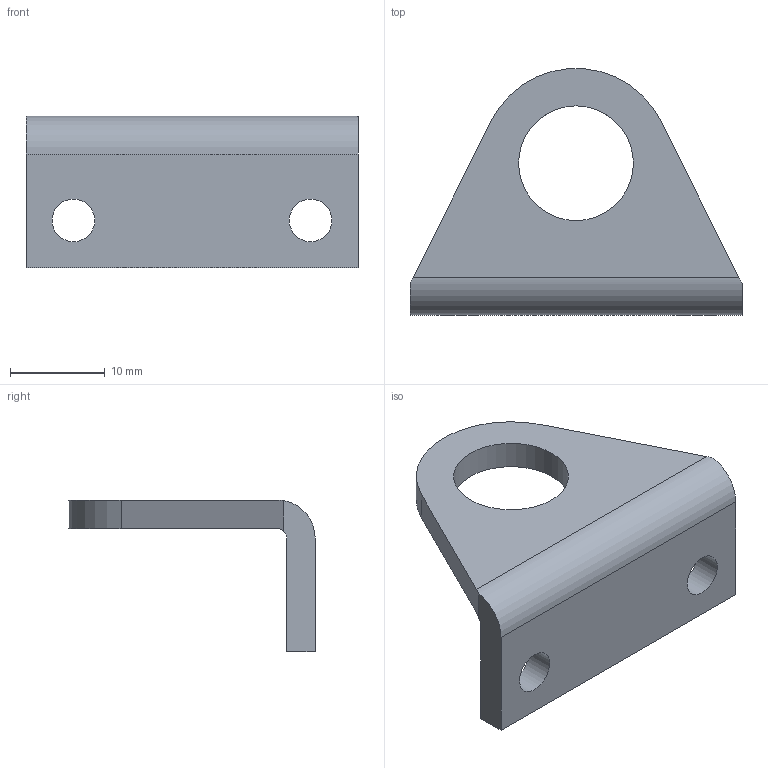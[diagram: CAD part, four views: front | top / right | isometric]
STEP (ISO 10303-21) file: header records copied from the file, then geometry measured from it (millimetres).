
FILE_DESCRIPTION(/* description */ ('STEP AP214'),/* implementation_level */ '2;1');
FILE_NAME(/* name */ '5123_HBN-8_10X1',/* time_stamp */ '2024-08-21T09:53:05+02:00',/* author */ ('License CC BY-ND 4.0'),/* organization */ ('CADENAS'),/* preprocessor_version */ 'ST-DEVELOPER v19.3',/* originating_system */ 'PARTsolutions',/* authorisation */ ' ');
FILE_SCHEMA (('AUTOMOTIVE_DESIGN {1 0 10303 214 3 1 1}'));
Length unit declared in the file: millimetre
Products named in the file (2): 5123 HBN-8/10x1---(0); 5123 HBN-8/10x1---(1)
Assembly tree (1 placements, depth 2):
  5123 HBN-8/10x1---(0)
    5123 HBN-8/10x1---(1)
Bounding box: 35 x 25.96 x 16 mm (x, y, z)
Volume: 2732.9 mm3; surface area: 2398.7 mm2
Topology: 1 solids, 1 shells, 15 faces, 42 edges, 29 vertices
Faces by surface type: plane 9, cylinder 6
Full cylindrical faces by diameter (mm): 4.5 x2, 12.1 x1
Entity records: 515 total; most frequent: DIRECTION 86, CARTESIAN_POINT 79, ORIENTED_EDGE 72, EDGE_CURVE 36, AXIS2_PLACEMENT_3D 33, VERTEX_POINT 26, EDGE_LOOP 24, FACE_BOUND 24
